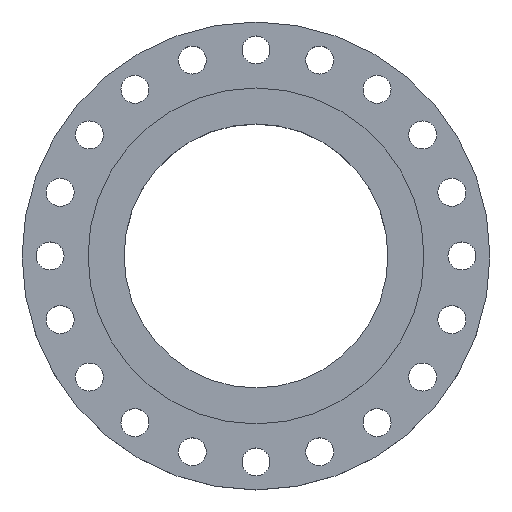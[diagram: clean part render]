
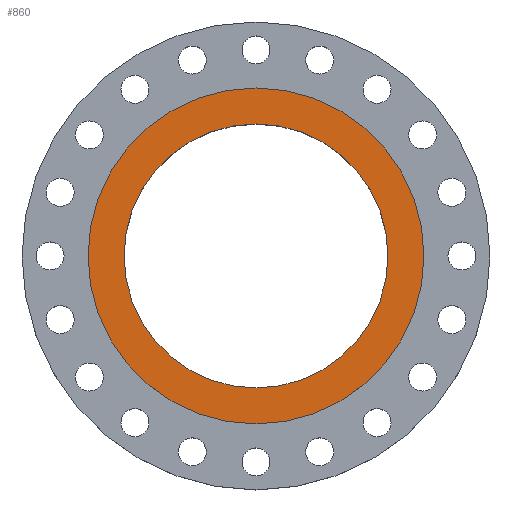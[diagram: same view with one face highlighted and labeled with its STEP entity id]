
A CAD part, top view. The second image highlights one B-rep face of the part: STEP entity #860.
In plain terms, the highlighted planar face has unit normal (0, 0, 1).
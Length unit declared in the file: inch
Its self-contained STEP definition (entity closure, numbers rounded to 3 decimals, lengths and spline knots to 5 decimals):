
#61 = DIRECTION ( 'NONE',  ( 1., 0., 0. ) ) ;
#72 = DIRECTION ( 'NONE',  ( 0., 0., 1. ) ) ;
#94 = CARTESIAN_POINT ( 'NONE',  ( 0., 0., 0. ) ) ;
#124 = VERTEX_POINT ( 'NONE', #1508 ) ;
#251 = DIRECTION ( 'NONE',  ( 1., 0., 0. ) ) ;
#255 = EDGE_CURVE ( 'NONE', #577, #500, #493, .T. ) ;
#290 = EDGE_LOOP ( 'NONE', ( #1447, #453 ) ) ;
#371 = CARTESIAN_POINT ( 'NONE',  ( 0., 0., 0. ) ) ;
#396 = FACE_BOUND ( 'NONE', #290, .T. ) ;
#453 = ORIENTED_EDGE ( 'NONE', *, *, #1927, .F. ) ;
#466 = CIRCLE ( 'NONE', #993, 8.25 ) ;
#493 = CIRCLE ( 'NONE', #1443, 10.5 ) ;
#500 = VERTEX_POINT ( 'NONE', #1802 ) ;
#502 = CARTESIAN_POINT ( 'NONE',  ( 0., 0., 0. ) ) ;
#540 = CARTESIAN_POINT ( 'NONE',  ( 0., 0., 0. ) ) ;
#574 = CIRCLE ( 'NONE', #1593, 8.25 ) ;
#577 = VERTEX_POINT ( 'NONE', #866 ) ;
#613 = DIRECTION ( 'NONE',  ( 0., 0., 1. ) ) ;
#621 = VERTEX_POINT ( 'NONE', #1522 ) ;
#796 = AXIS2_PLACEMENT_3D ( 'NONE', #94, #1329, #251 ) ;
#860 = ADVANCED_FACE ( 'NONE', ( #396, #1997 ), #1179, .F. ) ;
#866 = CARTESIAN_POINT ( 'NONE',  ( -10.5, 0., 0. ) ) ;
#870 = ORIENTED_EDGE ( 'NONE', *, *, #255, .T. ) ;
#918 = CIRCLE ( 'NONE', #796, 10.5 ) ;
#950 = AXIS2_PLACEMENT_3D ( 'NONE', #1500, #2007, #1830 ) ;
#993 = AXIS2_PLACEMENT_3D ( 'NONE', #371, #72, #61 ) ;
#1179 = PLANE ( 'NONE',  #950 ) ;
#1276 = DIRECTION ( 'NONE',  ( 1., 0., 0. ) ) ;
#1329 = DIRECTION ( 'NONE',  ( 0., 0., 1. ) ) ;
#1443 = AXIS2_PLACEMENT_3D ( 'NONE', #502, #613, #1276 ) ;
#1447 = ORIENTED_EDGE ( 'NONE', *, *, #1998, .F. ) ;
#1500 = CARTESIAN_POINT ( 'NONE',  ( 0., 8.25, 0. ) ) ;
#1508 = CARTESIAN_POINT ( 'NONE',  ( -8.25, 0., 0. ) ) ;
#1522 = CARTESIAN_POINT ( 'NONE',  ( 8.25, 0., 0. ) ) ;
#1568 = EDGE_CURVE ( 'NONE', #500, #577, #918, .T. ) ;
#1576 = EDGE_LOOP ( 'NONE', ( #1701, #870 ) ) ;
#1593 = AXIS2_PLACEMENT_3D ( 'NONE', #540, #1799, #1687 ) ;
#1687 = DIRECTION ( 'NONE',  ( 1., 0., 0. ) ) ;
#1701 = ORIENTED_EDGE ( 'NONE', *, *, #1568, .T. ) ;
#1799 = DIRECTION ( 'NONE',  ( 0., 0., 1. ) ) ;
#1802 = CARTESIAN_POINT ( 'NONE',  ( 10.5, 0., 0. ) ) ;
#1830 = DIRECTION ( 'NONE',  ( -1., 0., 0. ) ) ;
#1927 = EDGE_CURVE ( 'NONE', #124, #621, #466, .T. ) ;
#1997 = FACE_OUTER_BOUND ( 'NONE', #1576, .T. ) ;
#1998 = EDGE_CURVE ( 'NONE', #621, #124, #574, .T. ) ;
#2007 = DIRECTION ( 'NONE',  ( 0., 0., -1. ) ) ;
